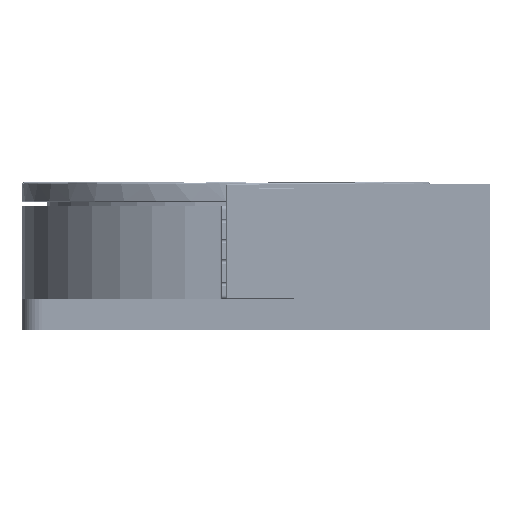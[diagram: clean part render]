
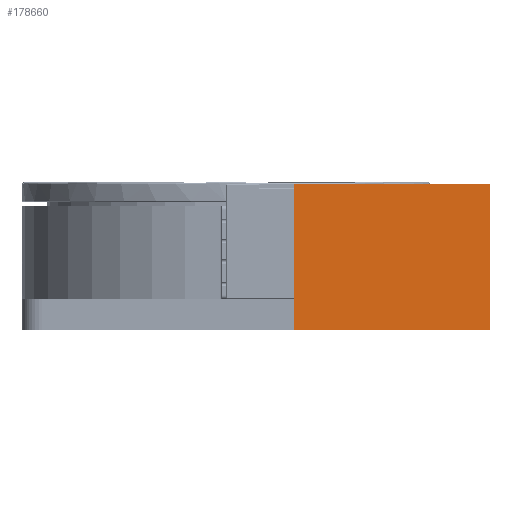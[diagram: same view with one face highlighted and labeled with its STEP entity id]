
A CAD part, front view. The second image highlights one B-rep face of the part: STEP entity #178660.
In plain terms, the highlighted planar face has unit normal (0, -1, 0).
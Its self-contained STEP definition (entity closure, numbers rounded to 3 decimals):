
#6605 = VERTEX_POINT ( 'NONE', #68824 ) ;
#7092 = ORIENTED_EDGE ( 'NONE', *, *, #127695, .F. ) ;
#7735 = DIRECTION ( 'NONE',  ( 1., 0., 0. ) ) ;
#7871 = VERTEX_POINT ( 'NONE', #53851 ) ;
#8900 = DIRECTION ( 'NONE',  ( 0., 0., 1. ) ) ;
#17157 = VECTOR ( 'NONE', #8900, 1000. ) ;
#20396 = DIRECTION ( 'NONE',  ( 0., 1., 0. ) ) ;
#21299 = DIRECTION ( 'NONE',  ( -1., 0., 0. ) ) ;
#35031 = VERTEX_POINT ( 'NONE', #131117 ) ;
#35986 = DIRECTION ( 'NONE',  ( 1., 0., 0. ) ) ;
#36606 = EDGE_CURVE ( 'NONE', #6605, #7871, #114686, .T. ) ;
#39420 = CARTESIAN_POINT ( 'NONE',  ( -22.068, -176.468, 292. ) ) ;
#50321 = CARTESIAN_POINT ( 'NONE',  ( -22.068, -176.468, 220.5 ) ) ;
#53851 = CARTESIAN_POINT ( 'NONE',  ( 73.932, -176.468, 220.5 ) ) ;
#64897 = FACE_OUTER_BOUND ( 'NONE', #122116, .T. ) ;
#65615 = VECTOR ( 'NONE', #21299, 1000. ) ;
#66748 = LINE ( 'NONE', #50321, #65615 ) ;
#68824 = CARTESIAN_POINT ( 'NONE',  ( 73.932, -176.468, 292. ) ) ;
#82807 = ORIENTED_EDGE ( 'NONE', *, *, #100048, .F. ) ;
#90255 = ORIENTED_EDGE ( 'NONE', *, *, #36606, .F. ) ;
#92656 = ORIENTED_EDGE ( 'NONE', *, *, #189748, .F. ) ;
#93501 = VECTOR ( 'NONE', #35986, 1000. ) ;
#95246 = VERTEX_POINT ( 'NONE', #39420 ) ;
#100048 = EDGE_CURVE ( 'NONE', #95246, #6605, #166745, .T. ) ;
#109654 = VECTOR ( 'NONE', #116605, 1000. ) ;
#111526 = CARTESIAN_POINT ( 'NONE',  ( -22.068, -176.468, 220.5 ) ) ;
#114686 = LINE ( 'NONE', #175755, #109654 ) ;
#116605 = DIRECTION ( 'NONE',  ( 0., 0., -1. ) ) ;
#122116 = EDGE_LOOP ( 'NONE', ( #92656, #7092, #90255, #82807 ) ) ;
#123138 = CARTESIAN_POINT ( 'NONE',  ( -22.068, -176.468, 292. ) ) ;
#123974 = PLANE ( 'NONE',  #124117 ) ;
#124117 = AXIS2_PLACEMENT_3D ( 'NONE', #153047, #20396, #7735 ) ;
#127695 = EDGE_CURVE ( 'NONE', #7871, #35031, #66748, .T. ) ;
#131117 = CARTESIAN_POINT ( 'NONE',  ( -22.068, -176.468, 220.5 ) ) ;
#142514 = LINE ( 'NONE', #111526, #17157 ) ;
#153047 = CARTESIAN_POINT ( 'NONE',  ( -22.068, -176.468, 220.5 ) ) ;
#166745 = LINE ( 'NONE', #123138, #93501 ) ;
#175755 = CARTESIAN_POINT ( 'NONE',  ( 73.932, -176.468, 220.5 ) ) ;
#178660 = ADVANCED_FACE ( 'NONE', ( #64897 ), #123974, .F. ) ;
#189748 = EDGE_CURVE ( 'NONE', #35031, #95246, #142514, .T. ) ;
